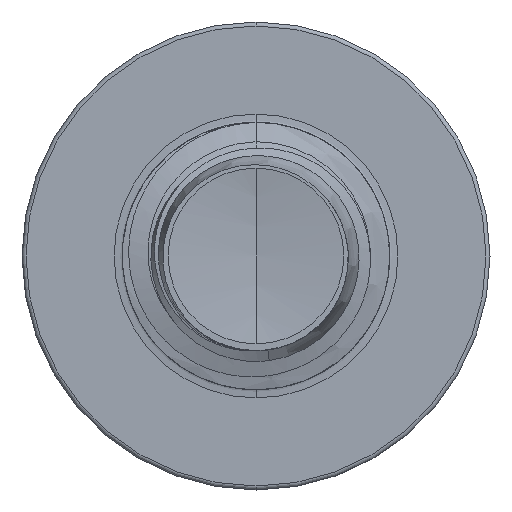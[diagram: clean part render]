
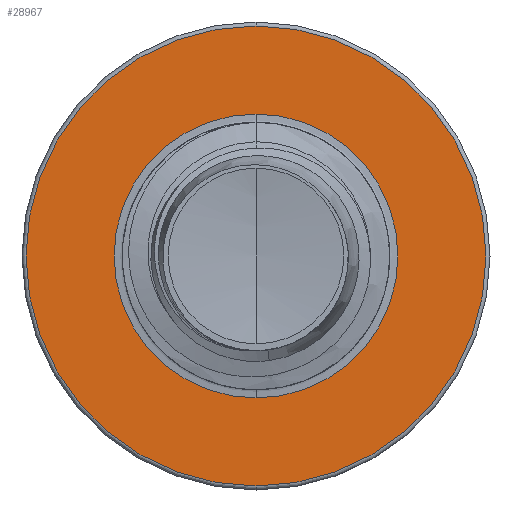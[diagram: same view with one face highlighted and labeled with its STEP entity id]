
A CAD part, front view. The second image highlights one B-rep face of the part: STEP entity #28967.
In plain terms, the highlighted planar face has unit normal (0, -1, 0).
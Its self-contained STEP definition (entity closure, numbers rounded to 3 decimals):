
#4337 = CARTESIAN_POINT ( 'NONE',  ( 0., 32.5, 0. ) ) ;
#6130 = CIRCLE ( 'NONE', #54349, 5.16 ) ;
#7246 = DIRECTION ( 'NONE',  ( 0., 0., 1. ) ) ;
#7267 = DIRECTION ( 'NONE',  ( 0., 1., 0. ) ) ;
#7330 = CARTESIAN_POINT ( 'NONE',  ( 0., 32.5, 0. ) ) ;
#7573 = EDGE_CURVE ( 'NONE', #43577, #16313, #18509, .T. ) ;
#9398 = DIRECTION ( 'NONE',  ( 0., 0., 1. ) ) ;
#11574 = CARTESIAN_POINT ( 'NONE',  ( 0., 32.5, -3.186 ) ) ;
#11770 = DIRECTION ( 'NONE',  ( 0., 0., 1. ) ) ;
#14128 = EDGE_LOOP ( 'NONE', ( #20715, #23591 ) ) ;
#15152 = CARTESIAN_POINT ( 'NONE',  ( 0., 32.5, 5.16 ) ) ;
#16313 = VERTEX_POINT ( 'NONE', #15152 ) ;
#16549 = CARTESIAN_POINT ( 'NONE',  ( 0., 32.5, -3.186 ) ) ;
#18509 = CIRCLE ( 'NONE', #21258, 5.16 ) ;
#20387 = EDGE_CURVE ( 'NONE', #34289, #58805, #25951, .T. ) ;
#20715 = ORIENTED_EDGE ( 'NONE', *, *, #38275, .F. ) ;
#21027 = CARTESIAN_POINT ( 'NONE',  ( 0., 32.5, 0. ) ) ;
#21258 = AXIS2_PLACEMENT_3D ( 'NONE', #7330, #7267, #7246 ) ;
#23319 = AXIS2_PLACEMENT_3D ( 'NONE', #21027, #51537, #25730 ) ;
#23591 = ORIENTED_EDGE ( 'NONE', *, *, #7573, .F. ) ;
#23897 = EDGE_LOOP ( 'NONE', ( #24330, #24571 ) ) ;
#24330 = ORIENTED_EDGE ( 'NONE', *, *, #33968, .T. ) ;
#24571 = ORIENTED_EDGE ( 'NONE', *, *, #20387, .T. ) ;
#25730 = DIRECTION ( 'NONE',  ( 0., 0., 1. ) ) ;
#25951 = CIRCLE ( 'NONE', #34759, 3.186 ) ;
#27047 = CARTESIAN_POINT ( 'NONE',  ( 0., 32.5, 0. ) ) ;
#28434 = CARTESIAN_POINT ( 'NONE',  ( 0., 32.5, 3.186 ) ) ;
#28967 = ADVANCED_FACE ( 'NONE', ( #59040, #45561 ), #34842, .F. ) ;
#31442 = DIRECTION ( 'NONE',  ( 0., 0., 1. ) ) ;
#33968 = EDGE_CURVE ( 'NONE', #58805, #34289, #55168, .T. ) ;
#34289 = VERTEX_POINT ( 'NONE', #11574 ) ;
#34457 = AXIS2_PLACEMENT_3D ( 'NONE', #16549, #39200, #11770 ) ;
#34759 = AXIS2_PLACEMENT_3D ( 'NONE', #27047, #57662, #31442 ) ;
#34842 = PLANE ( 'NONE',  #34457 ) ;
#37126 = DIRECTION ( 'NONE',  ( 0., 1., 0. ) ) ;
#38275 = EDGE_CURVE ( 'NONE', #16313, #43577, #6130, .T. ) ;
#39200 = DIRECTION ( 'NONE',  ( 0., 1., 0. ) ) ;
#40471 = CARTESIAN_POINT ( 'NONE',  ( 0., 32.5, -5.16 ) ) ;
#43577 = VERTEX_POINT ( 'NONE', #40471 ) ;
#45561 = FACE_BOUND ( 'NONE', #23897, .T. ) ;
#51537 = DIRECTION ( 'NONE',  ( 0., 1., 0. ) ) ;
#54349 = AXIS2_PLACEMENT_3D ( 'NONE', #4337, #37126, #9398 ) ;
#55168 = CIRCLE ( 'NONE', #23319, 3.186 ) ;
#57662 = DIRECTION ( 'NONE',  ( 0., 1., 0. ) ) ;
#58805 = VERTEX_POINT ( 'NONE', #28434 ) ;
#59040 = FACE_OUTER_BOUND ( 'NONE', #14128, .T. ) ;
